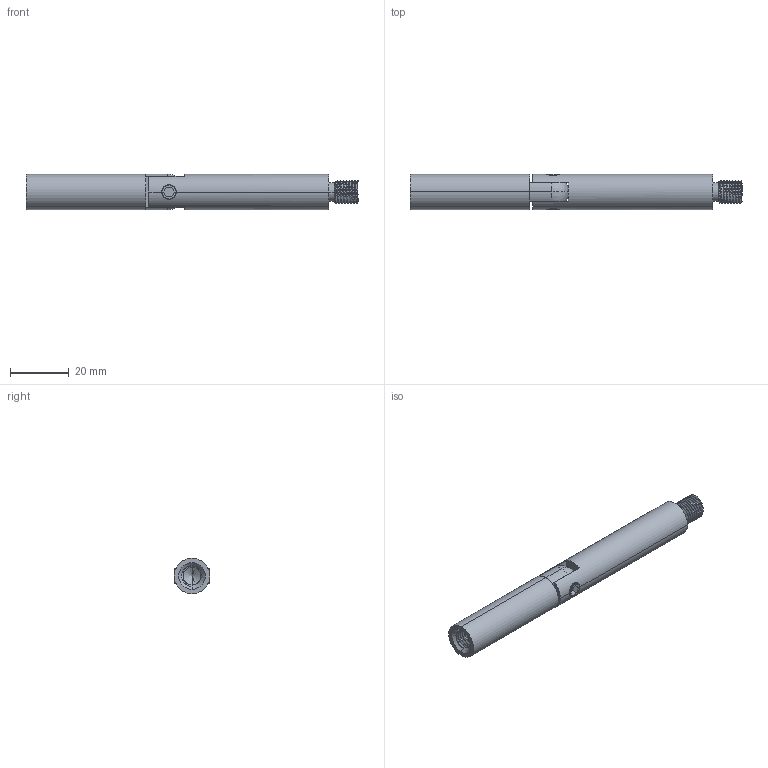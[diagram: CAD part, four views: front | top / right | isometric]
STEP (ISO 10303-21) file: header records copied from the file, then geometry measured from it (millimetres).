
FILE_DESCRIPTION (( 'STEP AP203' ), '1' );
FILE_NAME ('3D_GC_2132_12X48.5_188704320.STEP', '2024-10-15T15:05:56', ( '' ), ( '' ), 'SwSTEP 2.0', 'SolidWorks 2024', '' );
FILE_SCHEMA (( 'CONFIG_CONTROL_DESIGN' ));
Length unit declared in the file: millimetre
Products named in the file (1): 3D_GC_2132_12X48.5_188704320
Bounding box: 112.64 x 12 x 12 mm (x, y, z)
Volume: 11455.1 mm3; surface area: 5909.2 mm2
Topology: 4 solids, 4 shells, 97 faces, 252 edges, 163 vertices
Faces by surface type: cylinder 49, plane 30, cone 6, bspline 6, torus 6
Entity records: 6114 total; most frequent: CARTESIAN_POINT 3898, ORIENTED_EDGE 500, DIRECTION 392, EDGE_CURVE 250, VERTEX_POINT 163, AXIS2_PLACEMENT_3D 142, LINE 108, VECTOR 108
